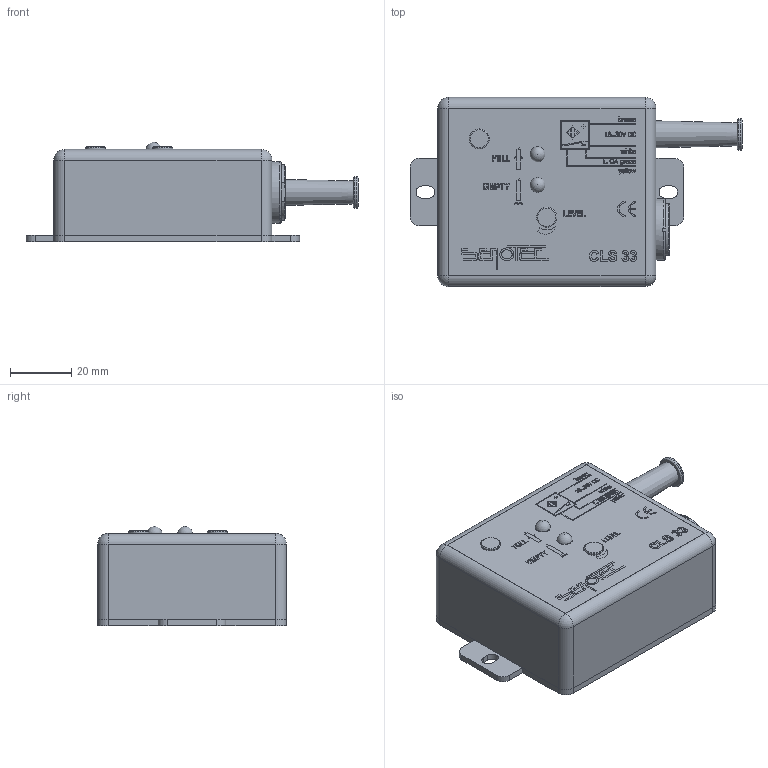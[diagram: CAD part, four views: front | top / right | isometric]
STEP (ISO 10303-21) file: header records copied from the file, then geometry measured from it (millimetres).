
FILE_DESCRIPTION(/* description */ (''),/* implementation_level */ '2;1');
FILE_NAME(/* name */ '30 033 05 CLS33-L05_Schaltverstärker_komplett.stp',/* time_stamp */ '2018-02-15T14:14:33+01:00',/* author */ ('kuttig'),/* organization */ (''),/* preprocessor_version */ 'ST-DEVELOPER v16.13',/* originating_system */ 'Autodesk Inventor 2018',/* authorisation */ '');
FILE_SCHEMA (('CONFIG_CONTROL_DESIGN'));
Length unit declared in the file: millimetre
Products named in the file (1): 30 033 05 CLS33-L05_Schaltverstärker_komplett
Bounding box: 108 x 61.5 x 32.3 mm (x, y, z)
Volume: 24221.4 mm3; surface area: 43440.1 mm2
Topology: 9 solids, 9 shells, 1201 faces, 3178 edges, 2100 vertices
Faces by surface type: plane 754, bspline 288, cylinder 124, cone 14, torus 11, sphere 10
Full cylindrical faces by diameter (mm): 2.25 x1, 3 x1, 4.8 x2, 5.5 x1, 5.6 x2, 6.2 x2, 6.5 x2, 10.285 x1, 13.8 x1, 13.85 x1, 15.1 x1, 15.188 x1, 15.6 x1, 18.1 x1, 20 x2
Entity records: 40669 total; most frequent: CARTESIAN_POINT 11524, ORIENTED_EDGE 6254, DIRECTION 4656, EDGE_CURVE 3127, LINE 2240, VECTOR 2240, VERTEX_POINT 2090, EDGE_LOOP 1365
